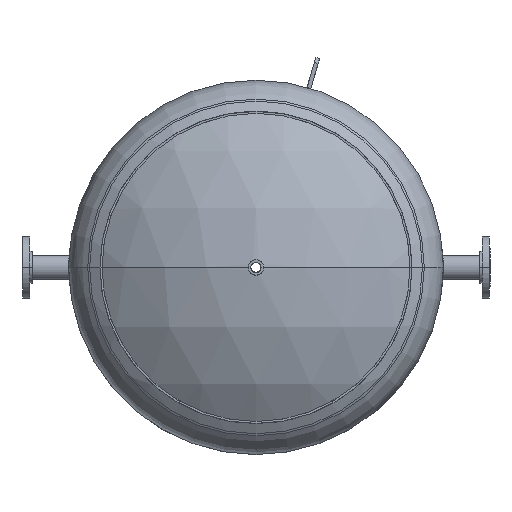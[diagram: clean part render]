
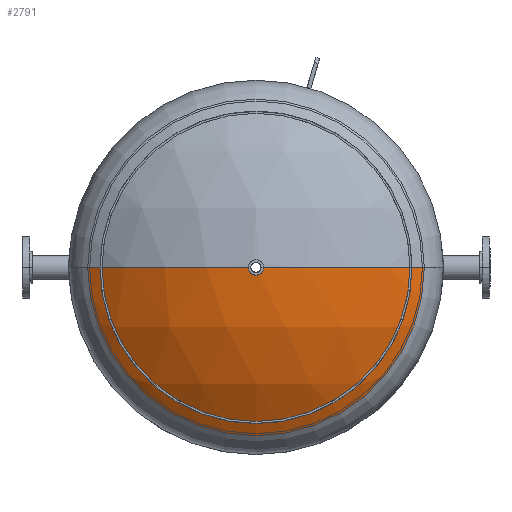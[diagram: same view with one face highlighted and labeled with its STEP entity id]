
A CAD part, front view. The second image highlights one B-rep face of the part: STEP entity #2791.
In plain terms, the highlighted spherical face has radius 690.067 mm.
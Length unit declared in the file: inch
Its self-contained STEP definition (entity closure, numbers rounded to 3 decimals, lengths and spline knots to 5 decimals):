
#88 = AXIS2_PLACEMENT_3D ( 'NONE', #1395, #6376, #4134 ) ;
#286 = AXIS2_PLACEMENT_3D ( 'NONE', #3151, #4794, #5848 ) ;
#425 = DIRECTION ( 'NONE',  ( -1., 0., 0. ) ) ;
#841 = EDGE_CURVE ( 'NONE', #6650, #1577, #1186, .T. ) ;
#949 = EDGE_LOOP ( 'NONE', ( #6216, #6047, #6872, #1913, #2336 ) ) ;
#980 = DIRECTION ( 'NONE',  ( -1., 0., 0. ) ) ;
#1063 = CIRCLE ( 'NONE', #286, 0.59375 ) ;
#1186 = CIRCLE ( 'NONE', #6273, 16.17999 ) ;
#1395 = CARTESIAN_POINT ( 'NONE',  ( 16.21148, 0., 0. ) ) ;
#1404 = VERTEX_POINT ( 'NONE', #1667 ) ;
#1577 = VERTEX_POINT ( 'NONE', #3585 ) ;
#1667 = CARTESIAN_POINT ( 'NONE',  ( -10.95003, 0., 0.59375 ) ) ;
#1764 = AXIS2_PLACEMENT_3D ( 'NONE', #5828, #4076, #980 ) ;
#1913 = ORIENTED_EDGE ( 'NONE', *, *, #3472, .F. ) ;
#1972 = AXIS2_PLACEMENT_3D ( 'NONE', #3076, #4112, #5862 ) ;
#2045 = EDGE_CURVE ( 'NONE', #1404, #4322, #5031, .T. ) ;
#2090 = EDGE_CURVE ( 'NONE', #6650, #3391, #6986, .T. ) ;
#2336 = ORIENTED_EDGE ( 'NONE', *, *, #2090, .F. ) ;
#2445 = CARTESIAN_POINT ( 'NONE',  ( -10.95003, -0.59375, 0. ) ) ;
#2512 = CARTESIAN_POINT ( 'NONE',  ( 16.21148, 0., 0. ) ) ;
#2791 = ADVANCED_FACE ( 'NONE', ( #4658 ), #3664, .T. ) ;
#3013 = CARTESIAN_POINT ( 'NONE',  ( -5.613, -16.17999, 0. ) ) ;
#3076 = CARTESIAN_POINT ( 'NONE',  ( -10.95003, 0., 0. ) ) ;
#3079 = CARTESIAN_POINT ( 'NONE',  ( -5.613, 0., 0. ) ) ;
#3151 = CARTESIAN_POINT ( 'NONE',  ( -10.95003, 0., 0. ) ) ;
#3391 = VERTEX_POINT ( 'NONE', #2445 ) ;
#3472 = EDGE_CURVE ( 'NONE', #3391, #1404, #1063, .T. ) ;
#3585 = CARTESIAN_POINT ( 'NONE',  ( -5.613, 16.17999, 0. ) ) ;
#3664 = SPHERICAL_SURFACE ( 'NONE', #88, 27.168 ) ;
#3995 = EDGE_CURVE ( 'NONE', #1577, #4322, #4833, .T. ) ;
#4076 = DIRECTION ( 'NONE',  ( 0., 0., -1. ) ) ;
#4084 = DIRECTION ( 'NONE',  ( 0., 0., 1. ) ) ;
#4112 = DIRECTION ( 'NONE',  ( -1., 0., 0. ) ) ;
#4134 = DIRECTION ( 'NONE',  ( 0., -1., 0. ) ) ;
#4215 = DIRECTION ( 'NONE',  ( 0., -1., 0. ) ) ;
#4322 = VERTEX_POINT ( 'NONE', #4500 ) ;
#4500 = CARTESIAN_POINT ( 'NONE',  ( -10.95003, 0.59375, 0. ) ) ;
#4658 = FACE_OUTER_BOUND ( 'NONE', #949, .T. ) ;
#4794 = DIRECTION ( 'NONE',  ( -1., 0., 0. ) ) ;
#4833 = CIRCLE ( 'NONE', #5762, 27.168 ) ;
#5031 = CIRCLE ( 'NONE', #1972, 0.59375 ) ;
#5730 = DIRECTION ( 'NONE',  ( 0., -1., 0. ) ) ;
#5762 = AXIS2_PLACEMENT_3D ( 'NONE', #2512, #4084, #5730 ) ;
#5828 = CARTESIAN_POINT ( 'NONE',  ( 16.21148, 0., 0. ) ) ;
#5848 = DIRECTION ( 'NONE',  ( 0., 1., 0. ) ) ;
#5862 = DIRECTION ( 'NONE',  ( 0., 1., 0. ) ) ;
#6047 = ORIENTED_EDGE ( 'NONE', *, *, #3995, .T. ) ;
#6216 = ORIENTED_EDGE ( 'NONE', *, *, #841, .T. ) ;
#6273 = AXIS2_PLACEMENT_3D ( 'NONE', #3079, #425, #4215 ) ;
#6376 = DIRECTION ( 'NONE',  ( 0., 0., 1. ) ) ;
#6650 = VERTEX_POINT ( 'NONE', #3013 ) ;
#6872 = ORIENTED_EDGE ( 'NONE', *, *, #2045, .F. ) ;
#6986 = CIRCLE ( 'NONE', #1764, 27.168 ) ;
